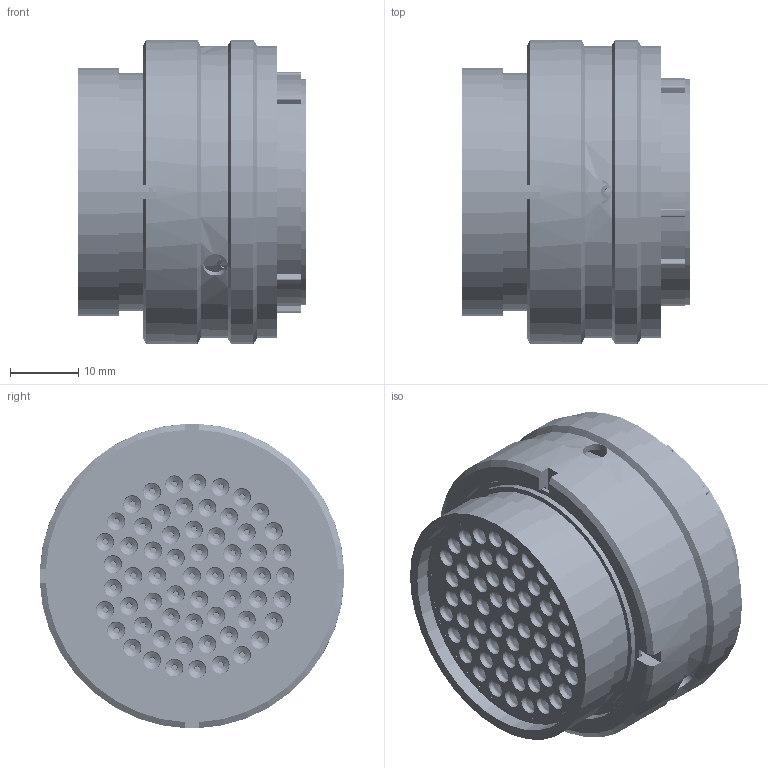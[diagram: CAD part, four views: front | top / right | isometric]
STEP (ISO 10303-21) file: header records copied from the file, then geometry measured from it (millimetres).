
FILE_DESCRIPTION (( 'STEP AP214' ), '1' );
FILE_NAME ('AS624-61PC.STEP', '2022-02-10T09:37:15', ( '' ), ( '' ), 'SwSTEP 2.0', 'SolidWorks 2020', '' );
FILE_SCHEMA (( 'AUTOMOTIVE_DESIGN' ));
Length unit declared in the file: millimetre
Products named in the file (1): AS624-61PC
Bounding box: 33.37 x 44.5 x 44.5 mm (x, y, z)
Volume: 24613.5 mm3; surface area: 30444.1 mm2
Topology: 71 solids, 71 shells, 4281 faces, 10027 edges, 6140 vertices
Faces by surface type: cylinder 1368, torus 1224, plane 1055, cone 620, bspline 12, sphere 2
Entity records: 182058 total; most frequent: CARTESIAN_POINT 37147, DIRECTION 20986, ORIENTED_EDGE 20044, EDGE_CURVE 10022, AXIS2_PLACEMENT_3D 9251, VERTEX_POINT 6137, CIRCLE 4981, EDGE_LOOP 4915
